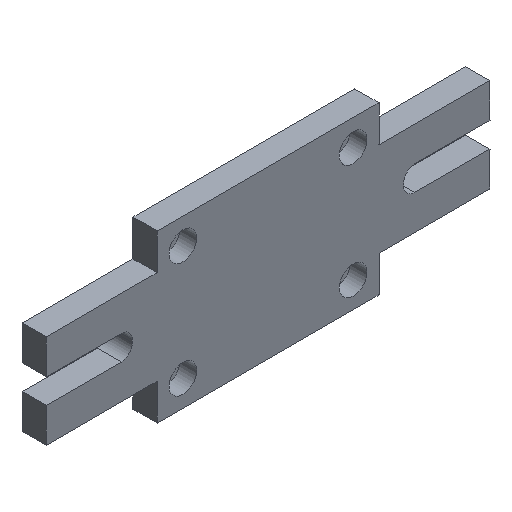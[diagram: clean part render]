
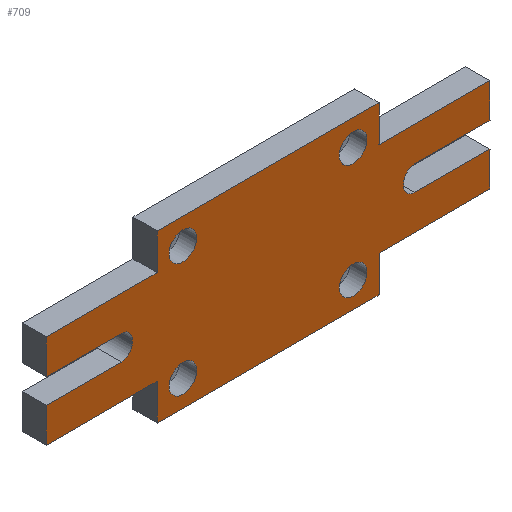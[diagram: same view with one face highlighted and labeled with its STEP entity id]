
A CAD part, isometric view. The second image highlights one B-rep face of the part: STEP entity #709.
In plain terms, the highlighted planar face has unit normal (0, -1, 0).
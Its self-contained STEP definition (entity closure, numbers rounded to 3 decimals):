
#25=LINE('',#1033,#97);
#28=LINE('',#1039,#100);
#31=LINE('',#1045,#103);
#34=LINE('',#1051,#106);
#38=LINE('',#1063,#110);
#42=LINE('',#1075,#114);
#45=LINE('',#1081,#117);
#48=LINE('',#1087,#120);
#51=LINE('',#1093,#123);
#54=LINE('',#1099,#126);
#57=LINE('',#1105,#129);
#60=LINE('',#1111,#132);
#63=LINE('',#1117,#135);
#66=LINE('',#1123,#138);
#70=LINE('',#1135,#142);
#74=LINE('',#1147,#146);
#77=LINE('',#1153,#149);
#80=LINE('',#1159,#152);
#83=LINE('',#1165,#155);
#86=LINE('',#1169,#158);
#97=VECTOR('',#845,10.);
#100=VECTOR('',#850,10.);
#103=VECTOR('',#855,10.);
#106=VECTOR('',#860,10.);
#110=VECTOR('',#872,10.);
#114=VECTOR('',#884,10.);
#117=VECTOR('',#889,10.);
#120=VECTOR('',#894,10.);
#123=VECTOR('',#899,10.);
#126=VECTOR('',#904,10.);
#129=VECTOR('',#909,10.);
#132=VECTOR('',#914,10.);
#135=VECTOR('',#919,10.);
#138=VECTOR('',#924,10.);
#142=VECTOR('',#936,10.);
#146=VECTOR('',#948,10.);
#149=VECTOR('',#953,10.);
#152=VECTOR('',#958,10.);
#155=VECTOR('',#963,10.);
#158=VECTOR('',#968,10.);
#175=FACE_BOUND('',#262,.T.);
#176=FACE_BOUND('',#263,.T.);
#177=FACE_BOUND('',#264,.T.);
#178=FACE_BOUND('',#265,.T.);
#219=FACE_OUTER_BOUND('',#261,.T.);
#261=EDGE_LOOP('',(#591,#592,#593,#594,#595,#596,#597,#598,#599,#600,#601,
#602,#603,#604,#605,#606,#607,#608,#609,#610,#611,#612,#613,#614));
#262=EDGE_LOOP('',(#615));
#263=EDGE_LOOP('',(#616));
#264=EDGE_LOOP('',(#617));
#265=EDGE_LOOP('',(#618));
#273=CIRCLE('',#717,3.75);
#277=CIRCLE('',#724,3.75);
#281=CIRCLE('',#731,3.75);
#285=CIRCLE('',#738,3.75);
#288=CIRCLE('',#747,3.);
#290=CIRCLE('',#751,3.);
#292=CIRCLE('',#763,3.);
#294=CIRCLE('',#767,3.);
#297=VERTEX_POINT('',#980);
#301=VERTEX_POINT('',#993);
#305=VERTEX_POINT('',#1006);
#309=VERTEX_POINT('',#1019);
#313=VERTEX_POINT('',#1030);
#314=VERTEX_POINT('',#1032);
#316=VERTEX_POINT('',#1038);
#318=VERTEX_POINT('',#1044);
#320=VERTEX_POINT('',#1050);
#322=VERTEX_POINT('',#1056);
#324=VERTEX_POINT('',#1062);
#326=VERTEX_POINT('',#1068);
#328=VERTEX_POINT('',#1074);
#330=VERTEX_POINT('',#1080);
#332=VERTEX_POINT('',#1086);
#334=VERTEX_POINT('',#1092);
#336=VERTEX_POINT('',#1098);
#338=VERTEX_POINT('',#1104);
#340=VERTEX_POINT('',#1110);
#342=VERTEX_POINT('',#1116);
#344=VERTEX_POINT('',#1122);
#346=VERTEX_POINT('',#1128);
#348=VERTEX_POINT('',#1134);
#350=VERTEX_POINT('',#1140);
#352=VERTEX_POINT('',#1146);
#354=VERTEX_POINT('',#1152);
#356=VERTEX_POINT('',#1158);
#358=VERTEX_POINT('',#1164);
#361=EDGE_CURVE('',#297,#297,#273,.T.);
#367=EDGE_CURVE('',#301,#301,#277,.T.);
#373=EDGE_CURVE('',#305,#305,#281,.T.);
#379=EDGE_CURVE('',#309,#309,#285,.T.);
#385=EDGE_CURVE('',#314,#313,#25,.T.);
#388=EDGE_CURVE('',#316,#314,#28,.T.);
#391=EDGE_CURVE('',#318,#316,#31,.T.);
#394=EDGE_CURVE('',#320,#318,#34,.T.);
#397=EDGE_CURVE('',#322,#320,#288,.T.);
#400=EDGE_CURVE('',#324,#322,#38,.T.);
#403=EDGE_CURVE('',#326,#324,#290,.T.);
#406=EDGE_CURVE('',#328,#326,#42,.T.);
#409=EDGE_CURVE('',#330,#328,#45,.T.);
#412=EDGE_CURVE('',#332,#330,#48,.T.);
#415=EDGE_CURVE('',#334,#332,#51,.T.);
#418=EDGE_CURVE('',#336,#334,#54,.T.);
#421=EDGE_CURVE('',#338,#336,#57,.T.);
#424=EDGE_CURVE('',#340,#338,#60,.T.);
#427=EDGE_CURVE('',#342,#340,#63,.T.);
#430=EDGE_CURVE('',#344,#342,#66,.T.);
#433=EDGE_CURVE('',#346,#344,#292,.T.);
#436=EDGE_CURVE('',#348,#346,#70,.T.);
#439=EDGE_CURVE('',#350,#348,#294,.T.);
#442=EDGE_CURVE('',#352,#350,#74,.T.);
#445=EDGE_CURVE('',#354,#352,#77,.T.);
#448=EDGE_CURVE('',#356,#354,#80,.T.);
#451=EDGE_CURVE('',#358,#356,#83,.T.);
#454=EDGE_CURVE('',#313,#358,#86,.T.);
#591=ORIENTED_EDGE('',*,*,#454,.T.);
#592=ORIENTED_EDGE('',*,*,#451,.T.);
#593=ORIENTED_EDGE('',*,*,#448,.T.);
#594=ORIENTED_EDGE('',*,*,#445,.T.);
#595=ORIENTED_EDGE('',*,*,#442,.T.);
#596=ORIENTED_EDGE('',*,*,#439,.T.);
#597=ORIENTED_EDGE('',*,*,#436,.T.);
#598=ORIENTED_EDGE('',*,*,#433,.T.);
#599=ORIENTED_EDGE('',*,*,#430,.T.);
#600=ORIENTED_EDGE('',*,*,#427,.T.);
#601=ORIENTED_EDGE('',*,*,#424,.T.);
#602=ORIENTED_EDGE('',*,*,#421,.T.);
#603=ORIENTED_EDGE('',*,*,#418,.T.);
#604=ORIENTED_EDGE('',*,*,#415,.T.);
#605=ORIENTED_EDGE('',*,*,#412,.T.);
#606=ORIENTED_EDGE('',*,*,#409,.T.);
#607=ORIENTED_EDGE('',*,*,#406,.T.);
#608=ORIENTED_EDGE('',*,*,#403,.T.);
#609=ORIENTED_EDGE('',*,*,#400,.T.);
#610=ORIENTED_EDGE('',*,*,#397,.T.);
#611=ORIENTED_EDGE('',*,*,#394,.T.);
#612=ORIENTED_EDGE('',*,*,#391,.T.);
#613=ORIENTED_EDGE('',*,*,#388,.T.);
#614=ORIENTED_EDGE('',*,*,#385,.T.);
#615=ORIENTED_EDGE('',*,*,#361,.T.);
#616=ORIENTED_EDGE('',*,*,#367,.T.);
#617=ORIENTED_EDGE('',*,*,#373,.T.);
#618=ORIENTED_EDGE('',*,*,#379,.T.);
#671=PLANE('',#773);
#709=ADVANCED_FACE('',(#219,#175,#176,#177,#178),#671,.T.);
#717=AXIS2_PLACEMENT_3D('',#981,#785,#786);
#724=AXIS2_PLACEMENT_3D('',#994,#801,#802);
#731=AXIS2_PLACEMENT_3D('',#1007,#817,#818);
#738=AXIS2_PLACEMENT_3D('',#1020,#833,#834);
#747=AXIS2_PLACEMENT_3D('',#1057,#866,#867);
#751=AXIS2_PLACEMENT_3D('',#1069,#878,#879);
#763=AXIS2_PLACEMENT_3D('',#1129,#930,#931);
#767=AXIS2_PLACEMENT_3D('',#1141,#942,#943);
#773=AXIS2_PLACEMENT_3D('',#1170,#969,#970);
#785=DIRECTION('center_axis',(0.,1.,0.));
#786=DIRECTION('ref_axis',(0.,0.,-1.));
#801=DIRECTION('center_axis',(0.,1.,0.));
#802=DIRECTION('ref_axis',(0.,0.,-1.));
#817=DIRECTION('center_axis',(0.,1.,0.));
#818=DIRECTION('ref_axis',(0.,0.,-1.));
#833=DIRECTION('center_axis',(0.,1.,0.));
#834=DIRECTION('ref_axis',(0.,0.,-1.));
#845=DIRECTION('',(0.,0.,1.));
#850=DIRECTION('',(-1.,0.,0.));
#855=DIRECTION('',(0.,0.,1.));
#860=DIRECTION('',(1.,0.,0.));
#866=DIRECTION('center_axis',(0.,1.,0.));
#867=DIRECTION('ref_axis',(0.,0.,1.));
#872=DIRECTION('',(0.,0.,1.));
#878=DIRECTION('center_axis',(0.,1.,0.));
#879=DIRECTION('ref_axis',(-1.,0.,0.));
#884=DIRECTION('',(-1.,0.,0.));
#889=DIRECTION('',(0.,0.,1.));
#894=DIRECTION('',(1.,0.,0.));
#899=DIRECTION('',(0.,0.,1.));
#904=DIRECTION('',(1.,0.,0.));
#909=DIRECTION('',(0.,0.,-1.));
#914=DIRECTION('',(1.,0.,0.));
#919=DIRECTION('',(0.,0.,-1.));
#924=DIRECTION('',(-1.,0.,0.));
#930=DIRECTION('center_axis',(0.,1.,0.));
#931=DIRECTION('ref_axis',(0.,0.,-1.));
#936=DIRECTION('',(0.,0.,-1.));
#942=DIRECTION('center_axis',(0.,1.,0.));
#943=DIRECTION('ref_axis',(1.,0.,0.));
#948=DIRECTION('',(1.,0.,0.));
#953=DIRECTION('',(0.,0.,-1.));
#958=DIRECTION('',(-1.,0.,0.));
#963=DIRECTION('',(0.,0.,-1.));
#968=DIRECTION('',(-1.,0.,0.));
#969=DIRECTION('center_axis',(0.,-1.,0.));
#970=DIRECTION('ref_axis',(1.,0.,0.));
#980=CARTESIAN_POINT('',(39.5,-48.,4.25));
#981=CARTESIAN_POINT('Origin',(39.5,-48.,0.5));
#993=CARTESIAN_POINT('',(39.5,-48.,35.25));
#994=CARTESIAN_POINT('Origin',(39.5,-48.,31.5));
#1006=CARTESIAN_POINT('',(-6.5,-48.,35.25));
#1007=CARTESIAN_POINT('Origin',(-6.5,-48.,31.5));
#1019=CARTESIAN_POINT('',(-6.5,-48.,4.25));
#1020=CARTESIAN_POINT('Origin',(-6.5,-48.,0.5));
#1030=CARTESIAN_POINT('',(46.5,-48.,38.5));
#1032=CARTESIAN_POINT('',(46.5,-48.,28.7));
#1033=CARTESIAN_POINT('',(46.5,-48.,38.5));
#1038=CARTESIAN_POINT('',(76.5,-48.,28.7));
#1039=CARTESIAN_POINT('',(-43.5,-48.,28.7));
#1044=CARTESIAN_POINT('',(76.5,-48.,19.35));
#1045=CARTESIAN_POINT('',(76.5,-48.,28.7));
#1050=CARTESIAN_POINT('',(56.2,-48.,19.35));
#1051=CARTESIAN_POINT('',(56.2,-48.,19.35));
#1056=CARTESIAN_POINT('',(53.2,-48.,16.35));
#1057=CARTESIAN_POINT('Origin',(56.2,-48.,16.35));
#1062=CARTESIAN_POINT('',(53.2,-48.,15.65));
#1063=CARTESIAN_POINT('',(53.2,-48.,16.35));
#1068=CARTESIAN_POINT('',(56.2,-48.,12.65));
#1069=CARTESIAN_POINT('Origin',(56.2,-48.,15.65));
#1074=CARTESIAN_POINT('',(76.5,-48.,12.65));
#1075=CARTESIAN_POINT('',(56.2,-48.,12.65));
#1080=CARTESIAN_POINT('',(76.5,-48.,3.3));
#1081=CARTESIAN_POINT('',(76.5,-48.,28.7));
#1086=CARTESIAN_POINT('',(46.5,-48.,3.3));
#1087=CARTESIAN_POINT('',(76.5,-48.,3.3));
#1092=CARTESIAN_POINT('',(46.5,-48.,-6.5));
#1093=CARTESIAN_POINT('',(46.5,-48.,38.5));
#1098=CARTESIAN_POINT('',(-13.5,-48.,-6.5));
#1099=CARTESIAN_POINT('',(-13.5,-48.,-6.5));
#1104=CARTESIAN_POINT('',(-13.5,-48.,3.3));
#1105=CARTESIAN_POINT('',(-13.5,-48.,-6.5));
#1110=CARTESIAN_POINT('',(-43.5,-48.,3.3));
#1111=CARTESIAN_POINT('',(76.5,-48.,3.3));
#1116=CARTESIAN_POINT('',(-43.5,-48.,12.65));
#1117=CARTESIAN_POINT('',(-43.5,-48.,3.3));
#1122=CARTESIAN_POINT('',(-23.2,-48.,12.65));
#1123=CARTESIAN_POINT('',(-23.2,-48.,12.65));
#1128=CARTESIAN_POINT('',(-20.2,-48.,15.65));
#1129=CARTESIAN_POINT('Origin',(-23.2,-48.,15.65));
#1134=CARTESIAN_POINT('',(-20.2,-48.,16.35));
#1135=CARTESIAN_POINT('',(-20.2,-48.,16.35));
#1140=CARTESIAN_POINT('',(-23.2,-48.,19.35));
#1141=CARTESIAN_POINT('Origin',(-23.2,-48.,16.35));
#1146=CARTESIAN_POINT('',(-43.5,-48.,19.35));
#1147=CARTESIAN_POINT('',(-43.5,-48.,19.35));
#1152=CARTESIAN_POINT('',(-43.5,-48.,28.7));
#1153=CARTESIAN_POINT('',(-43.5,-48.,3.3));
#1158=CARTESIAN_POINT('',(-13.5,-48.,28.7));
#1159=CARTESIAN_POINT('',(-43.5,-48.,28.7));
#1164=CARTESIAN_POINT('',(-13.5,-48.,38.5));
#1165=CARTESIAN_POINT('',(-13.5,-48.,-6.5));
#1169=CARTESIAN_POINT('',(46.5,-48.,38.5));
#1170=CARTESIAN_POINT('Origin',(16.5,-48.,16.));
